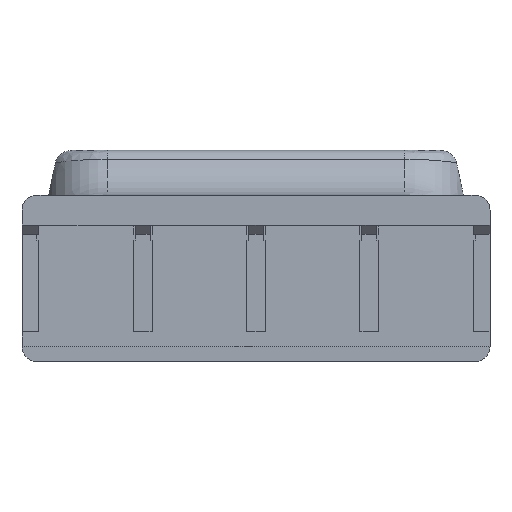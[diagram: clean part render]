
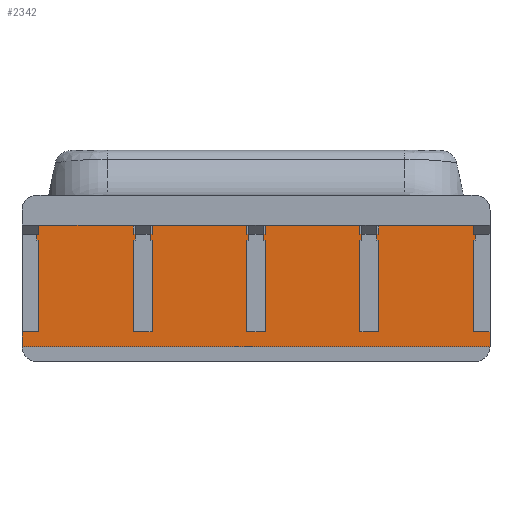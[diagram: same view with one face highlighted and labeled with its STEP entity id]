
A CAD part, top view. The second image highlights one B-rep face of the part: STEP entity #2342.
In plain terms, the highlighted planar face has unit normal (0, 0, 1).
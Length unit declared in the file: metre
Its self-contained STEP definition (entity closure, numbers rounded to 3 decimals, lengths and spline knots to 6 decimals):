
#149=ORIENTED_EDGE('',*,*,#835,.T.);
#150=ORIENTED_EDGE('',*,*,#837,.T.);
#151=ORIENTED_EDGE('',*,*,#838,.F.);
#152=ORIENTED_EDGE('',*,*,#839,.T.);
#153=ORIENTED_EDGE('',*,*,#799,.F.);
#154=ORIENTED_EDGE('',*,*,#840,.F.);
#155=ORIENTED_EDGE('',*,*,#841,.F.);
#156=ORIENTED_EDGE('',*,*,#842,.T.);
#157=ORIENTED_EDGE('',*,*,#803,.F.);
#158=ORIENTED_EDGE('',*,*,#843,.F.);
#159=ORIENTED_EDGE('',*,*,#844,.F.);
#160=ORIENTED_EDGE('',*,*,#845,.T.);
#161=ORIENTED_EDGE('',*,*,#807,.F.);
#162=ORIENTED_EDGE('',*,*,#846,.F.);
#163=ORIENTED_EDGE('',*,*,#847,.F.);
#164=ORIENTED_EDGE('',*,*,#848,.T.);
#165=ORIENTED_EDGE('',*,*,#811,.F.);
#166=ORIENTED_EDGE('',*,*,#849,.F.);
#167=ORIENTED_EDGE('',*,*,#850,.F.);
#168=ORIENTED_EDGE('',*,*,#851,.T.);
#799=EDGE_CURVE('',#1145,#1142,#1367,.T.);
#803=EDGE_CURVE('',#1149,#1146,#1371,.T.);
#807=EDGE_CURVE('',#1153,#1150,#1375,.T.);
#811=EDGE_CURVE('',#1157,#1154,#1379,.T.);
#835=EDGE_CURVE('',#1178,#1177,#1401,.T.);
#837=EDGE_CURVE('',#1177,#1179,#1403,.T.);
#838=EDGE_CURVE('',#1180,#1179,#1404,.T.);
#839=EDGE_CURVE('',#1180,#1142,#1405,.T.);
#840=EDGE_CURVE('',#1181,#1145,#1406,.T.);
#841=EDGE_CURVE('',#1182,#1181,#1407,.T.);
#842=EDGE_CURVE('',#1182,#1146,#1408,.T.);
#843=EDGE_CURVE('',#1183,#1149,#1409,.T.);
#844=EDGE_CURVE('',#1184,#1183,#1410,.T.);
#845=EDGE_CURVE('',#1184,#1150,#1411,.T.);
#846=EDGE_CURVE('',#1185,#1153,#1412,.T.);
#847=EDGE_CURVE('',#1186,#1185,#1413,.T.);
#848=EDGE_CURVE('',#1186,#1154,#1414,.T.);
#849=EDGE_CURVE('',#1187,#1157,#1415,.T.);
#850=EDGE_CURVE('',#1188,#1187,#1416,.T.);
#851=EDGE_CURVE('',#1188,#1178,#1417,.T.);
#1142=VERTEX_POINT('',#3274);
#1145=VERTEX_POINT('',#3279);
#1146=VERTEX_POINT('',#3283);
#1149=VERTEX_POINT('',#3288);
#1150=VERTEX_POINT('',#3292);
#1153=VERTEX_POINT('',#3297);
#1154=VERTEX_POINT('',#3301);
#1157=VERTEX_POINT('',#3306);
#1177=VERTEX_POINT('',#3363);
#1178=VERTEX_POINT('',#3365);
#1179=VERTEX_POINT('',#3369);
#1180=VERTEX_POINT('',#3371);
#1181=VERTEX_POINT('',#3374);
#1182=VERTEX_POINT('',#3376);
#1183=VERTEX_POINT('',#3379);
#1184=VERTEX_POINT('',#3381);
#1185=VERTEX_POINT('',#3384);
#1186=VERTEX_POINT('',#3386);
#1187=VERTEX_POINT('',#3389);
#1188=VERTEX_POINT('',#3391);
#1367=LINE('',#3280,#1667);
#1371=LINE('',#3289,#1671);
#1375=LINE('',#3298,#1675);
#1379=LINE('',#3307,#1679);
#1401=LINE('',#3364,#1701);
#1403=LINE('',#3368,#1703);
#1404=LINE('',#3370,#1704);
#1405=LINE('',#3372,#1705);
#1406=LINE('',#3373,#1706);
#1407=LINE('',#3375,#1707);
#1408=LINE('',#3377,#1708);
#1409=LINE('',#3378,#1709);
#1410=LINE('',#3380,#1710);
#1411=LINE('',#3382,#1711);
#1412=LINE('',#3383,#1712);
#1413=LINE('',#3385,#1713);
#1414=LINE('',#3387,#1714);
#1415=LINE('',#3388,#1715);
#1416=LINE('',#3390,#1716);
#1417=LINE('',#3392,#1717);
#1667=VECTOR('',#2662,1.);
#1671=VECTOR('',#2668,1.);
#1675=VECTOR('',#2674,1.);
#1679=VECTOR('',#2680,1.);
#1701=VECTOR('',#2714,1.);
#1703=VECTOR('',#2718,1.);
#1704=VECTOR('',#2719,1.);
#1705=VECTOR('',#2720,1.);
#1706=VECTOR('',#2721,1.);
#1707=VECTOR('',#2722,1.);
#1708=VECTOR('',#2723,1.);
#1709=VECTOR('',#2724,1.);
#1710=VECTOR('',#2725,1.);
#1711=VECTOR('',#2726,1.);
#1712=VECTOR('',#2727,1.);
#1713=VECTOR('',#2728,1.);
#1714=VECTOR('',#2729,1.);
#1715=VECTOR('',#2730,1.);
#1716=VECTOR('',#2731,1.);
#1717=VECTOR('',#2732,1.);
#1956=EDGE_LOOP('',(#149,#150,#151,#152,#153,#154,#155,#156,#157,#158,#159,
#160,#161,#162,#163,#164,#165,#166,#167,#168));
#2094=FACE_BOUND('',#1956,.T.);
#2232=PLANE('',#2487);
#2342=ADVANCED_FACE('',(#2094),#2232,.T.);
#2487=AXIS2_PLACEMENT_3D('',#3367,#2716,#2717);
#2662=DIRECTION('',(1.,0.,0.));
#2668=DIRECTION('',(1.,0.,0.));
#2674=DIRECTION('',(1.,0.,0.));
#2680=DIRECTION('',(1.,0.,0.));
#2714=DIRECTION('',(1.,0.,0.));
#2716=DIRECTION('',(0.,0.,1.));
#2717=DIRECTION('',(1.,0.,0.));
#2718=DIRECTION('',(0.,1.,0.));
#2719=DIRECTION('',(1.,0.,0.));
#2720=DIRECTION('',(0.,1.,0.));
#2721=DIRECTION('',(0.,1.,0.));
#2722=DIRECTION('',(1.,0.,0.));
#2723=DIRECTION('',(0.,1.,0.));
#2724=DIRECTION('',(0.,1.,0.));
#2725=DIRECTION('',(1.,0.,0.));
#2726=DIRECTION('',(0.,1.,0.));
#2727=DIRECTION('',(0.,1.,0.));
#2728=DIRECTION('',(1.,0.,0.));
#2729=DIRECTION('',(0.,1.,0.));
#2730=DIRECTION('',(0.,1.,0.));
#2731=DIRECTION('',(1.,0.,0.));
#2732=DIRECTION('',(0.,-1.,0.));
#3274=CARTESIAN_POINT('',(0.04445,-0.0081,0.002));
#3279=CARTESIAN_POINT('',(0.0313,-0.0081,0.002));
#3280=CARTESIAN_POINT('',(0.0313,-0.0081,0.002));
#3283=CARTESIAN_POINT('',(0.0293,-0.0081,0.002));
#3288=CARTESIAN_POINT('',(0.01615,-0.0081,0.002));
#3289=CARTESIAN_POINT('',(0.01615,-0.0081,0.002));
#3292=CARTESIAN_POINT('',(0.01415,-0.0081,0.002));
#3297=CARTESIAN_POINT('',(0.001,-0.0081,0.002));
#3298=CARTESIAN_POINT('',(0.001,-0.0081,0.002));
#3301=CARTESIAN_POINT('',(-0.001,-0.0081,0.002));
#3306=CARTESIAN_POINT('',(-0.01415,-0.0081,0.002));
#3307=CARTESIAN_POINT('',(-0.01415,-0.0081,0.002));
#3363=CARTESIAN_POINT('',(0.04645,-0.02635,0.002));
#3364=CARTESIAN_POINT('',(0.01415,-0.02635,0.002));
#3365=CARTESIAN_POINT('',(-0.01615,-0.02635,0.002));
#3367=CARTESIAN_POINT('',(0.001,-0.02435,0.002));
#3368=CARTESIAN_POINT('',(0.04645,-0.02435,0.002));
#3369=CARTESIAN_POINT('',(0.04645,-0.02435,0.002));
#3370=CARTESIAN_POINT('',(-0.0293,-0.02435,0.002));
#3371=CARTESIAN_POINT('',(0.04445,-0.02435,0.002));
#3372=CARTESIAN_POINT('',(0.04445,-0.02435,0.002));
#3373=CARTESIAN_POINT('',(0.0313,-0.02435,0.002));
#3374=CARTESIAN_POINT('',(0.0313,-0.02435,0.002));
#3375=CARTESIAN_POINT('',(-0.0293,-0.02435,0.002));
#3376=CARTESIAN_POINT('',(0.0293,-0.02435,0.002));
#3377=CARTESIAN_POINT('',(0.0293,-0.02435,0.002));
#3378=CARTESIAN_POINT('',(0.01615,-0.02435,0.002));
#3379=CARTESIAN_POINT('',(0.01615,-0.02435,0.002));
#3380=CARTESIAN_POINT('',(-0.0293,-0.02435,0.002));
#3381=CARTESIAN_POINT('',(0.01415,-0.02435,0.002));
#3382=CARTESIAN_POINT('',(0.01415,-0.02435,0.002));
#3383=CARTESIAN_POINT('',(0.001,-0.02435,0.002));
#3384=CARTESIAN_POINT('',(0.001,-0.02435,0.002));
#3385=CARTESIAN_POINT('',(-0.0293,-0.02435,0.002));
#3386=CARTESIAN_POINT('',(-0.001,-0.02435,0.002));
#3387=CARTESIAN_POINT('',(-0.001,-0.02435,0.002));
#3388=CARTESIAN_POINT('',(-0.01415,-0.02435,0.002));
#3389=CARTESIAN_POINT('',(-0.01415,-0.02435,0.002));
#3390=CARTESIAN_POINT('',(-0.0293,-0.02435,0.002));
#3391=CARTESIAN_POINT('',(-0.01615,-0.02435,0.002));
#3392=CARTESIAN_POINT('',(-0.01615,-0.02435,0.002));
